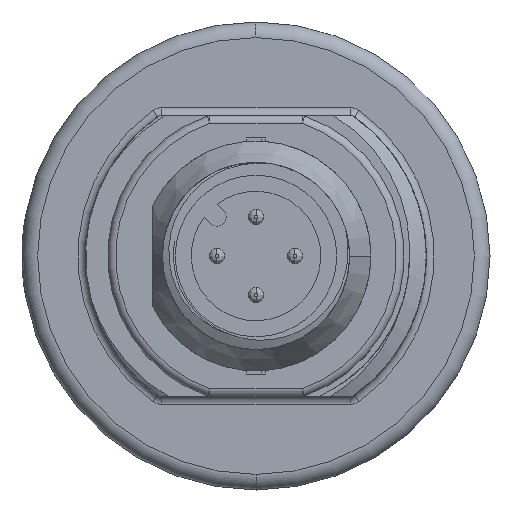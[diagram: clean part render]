
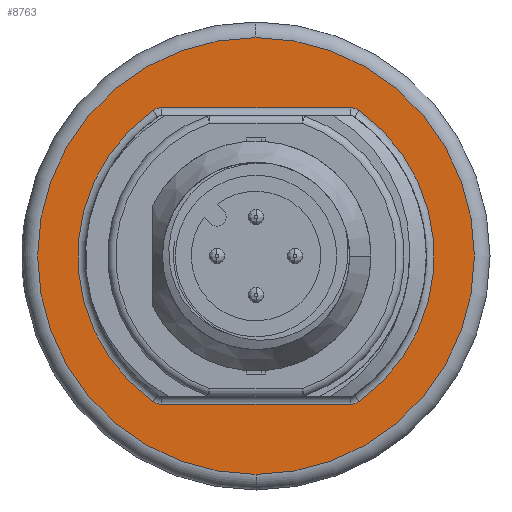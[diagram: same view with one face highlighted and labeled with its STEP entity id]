
A CAD part, front view. The second image highlights one B-rep face of the part: STEP entity #8763.
In plain terms, the highlighted planar face has unit normal (0, -1, 0).
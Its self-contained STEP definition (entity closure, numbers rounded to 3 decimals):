
#1740=CARTESIAN_POINT('',(0.,-2.,0.));
#1741=DIRECTION('',(0.,1.,0.));
#1742=DIRECTION('',(0.,0.,-1.));
#1743=AXIS2_PLACEMENT_3D('',#1740,#1741,#1742);
#1745=CARTESIAN_POINT('',(0.,-2.,0.));
#1746=DIRECTION('',(0.,1.,0.));
#1747=DIRECTION('',(0.,0.,1.));
#1748=AXIS2_PLACEMENT_3D('',#1745,#1746,#1747);
#1750=CARTESIAN_POINT('',(0.,-2.,0.));
#1751=DIRECTION('',(0.,-1.,0.));
#1752=DIRECTION('',(-0.579,0.,0.815));
#1753=AXIS2_PLACEMENT_3D('',#1750,#1751,#1752);
#1755=CARTESIAN_POINT('',(-6.036,-2.,-8.5));
#1756=DIRECTION('',(0.,1.,0.));
#1757=DIRECTION('',(0.,0.,-1.));
#1758=AXIS2_PLACEMENT_3D('',#1755,#1756,#1757);
#1760=DIRECTION('',(-1.,0.,0.));
#1761=VECTOR('',#1760,12.072);
#1762=CARTESIAN_POINT('',(6.036,-2.,-9.5));
#1763=LINE('',#1762,#1761);
#1764=CARTESIAN_POINT('',(6.036,-2.,-8.5));
#1765=DIRECTION('',(0.,1.,0.));
#1766=DIRECTION('',(0.579,0.,-0.815));
#1767=AXIS2_PLACEMENT_3D('',#1764,#1765,#1766);
#1769=CARTESIAN_POINT('',(0.,-2.,0.));
#1770=DIRECTION('',(0.,-1.,0.));
#1771=DIRECTION('',(0.579,0.,-0.815));
#1772=AXIS2_PLACEMENT_3D('',#1769,#1770,#1771);
#1774=CARTESIAN_POINT('',(6.036,-2.,8.5));
#1775=DIRECTION('',(0.,1.,0.));
#1776=DIRECTION('',(0.,0.,1.));
#1777=AXIS2_PLACEMENT_3D('',#1774,#1775,#1776);
#1779=DIRECTION('',(-1.,0.,0.));
#1780=VECTOR('',#1779,12.072);
#1781=CARTESIAN_POINT('',(6.036,-2.,9.5));
#1782=LINE('',#1781,#1780);
#1783=CARTESIAN_POINT('',(-6.036,-2.,8.5));
#1784=DIRECTION('',(0.,1.,0.));
#1785=DIRECTION('',(-0.579,0.,0.815));
#1786=AXIS2_PLACEMENT_3D('',#1783,#1784,#1785);
#6129=CARTESIAN_POINT('',(-6.615,-2.,9.315));
#6130=CARTESIAN_POINT('',(-6.615,-2.,-9.315));
#6131=VERTEX_POINT('',#6129);
#6132=VERTEX_POINT('',#6130);
#6141=CARTESIAN_POINT('',(6.036,-2.,9.5));
#6142=CARTESIAN_POINT('',(-6.036,-2.,9.5));
#6143=VERTEX_POINT('',#6141);
#6144=VERTEX_POINT('',#6142);
#6145=CARTESIAN_POINT('',(6.615,-2.,-9.315));
#6146=CARTESIAN_POINT('',(6.615,-2.,9.315));
#6147=VERTEX_POINT('',#6145);
#6148=VERTEX_POINT('',#6146);
#6157=CARTESIAN_POINT('',(6.036,-2.,-9.5));
#6158=CARTESIAN_POINT('',(-6.036,-2.,-9.5));
#6159=VERTEX_POINT('',#6157);
#6160=VERTEX_POINT('',#6158);
#6191=CARTESIAN_POINT('',(0.,-2.,-14.));
#6192=CARTESIAN_POINT('',(0.,-2.,14.));
#6193=VERTEX_POINT('',#6191);
#6194=VERTEX_POINT('',#6192);
#8735=CARTESIAN_POINT('',(0.,-2.,0.));
#8736=DIRECTION('',(0.,-1.,0.));
#8737=DIRECTION('',(0.,0.,1.));
#8738=AXIS2_PLACEMENT_3D('',#8735,#8736,#8737);
#8739=PLANE('',#8738);
#8741=ORIENTED_EDGE('',*,*,#8740,.T.);
#8743=ORIENTED_EDGE('',*,*,#8742,.T.);
#8744=EDGE_LOOP('',(#8741,#8743));
#8745=FACE_OUTER_BOUND('',#8744,.F.);
#8747=ORIENTED_EDGE('',*,*,#8746,.T.);
#8749=ORIENTED_EDGE('',*,*,#8748,.F.);
#8751=ORIENTED_EDGE('',*,*,#8750,.F.);
#8753=ORIENTED_EDGE('',*,*,#8752,.F.);
#8755=ORIENTED_EDGE('',*,*,#8754,.T.);
#8756=ORIENTED_EDGE('',*,*,#8725,.F.);
#8758=ORIENTED_EDGE('',*,*,#8757,.T.);
#8760=ORIENTED_EDGE('',*,*,#8759,.F.);
#8761=EDGE_LOOP('',(#8747,#8749,#8751,#8753,#8755,#8756,#8758,#8760));
#8762=FACE_BOUND('',#8761,.F.);
#8763=ADVANCED_FACE('',(#8745,#8762),#8739,.T.);
#1744=CIRCLE('',#1743,14.);
#1749=CIRCLE('',#1748,14.);
#1754=CIRCLE('',#1753,11.425);
#1759=CIRCLE('',#1758,1.);
#1768=CIRCLE('',#1767,1.);
#1773=CIRCLE('',#1772,11.425);
#1778=CIRCLE('',#1777,1.);
#1787=CIRCLE('',#1786,1.);
#8725=EDGE_CURVE('',#6143,#6148,#1778,.T.);
#8740=EDGE_CURVE('',#6193,#6194,#1744,.T.);
#8742=EDGE_CURVE('',#6194,#6193,#1749,.T.);
#8746=EDGE_CURVE('',#6131,#6132,#1754,.T.);
#8748=EDGE_CURVE('',#6160,#6132,#1759,.T.);
#8750=EDGE_CURVE('',#6159,#6160,#1763,.T.);
#8752=EDGE_CURVE('',#6147,#6159,#1768,.T.);
#8754=EDGE_CURVE('',#6147,#6148,#1773,.T.);
#8757=EDGE_CURVE('',#6143,#6144,#1782,.T.);
#8759=EDGE_CURVE('',#6131,#6144,#1787,.T.);
